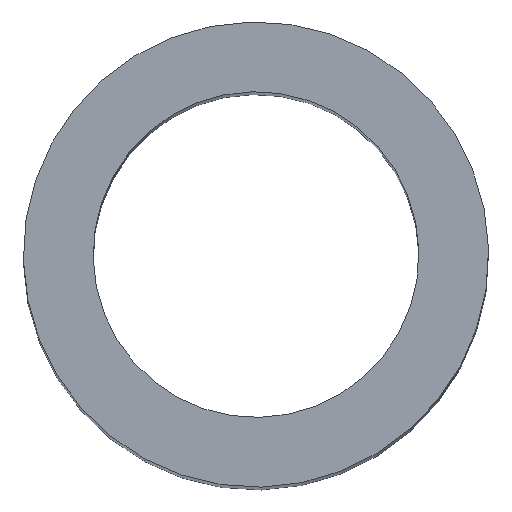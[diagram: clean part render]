
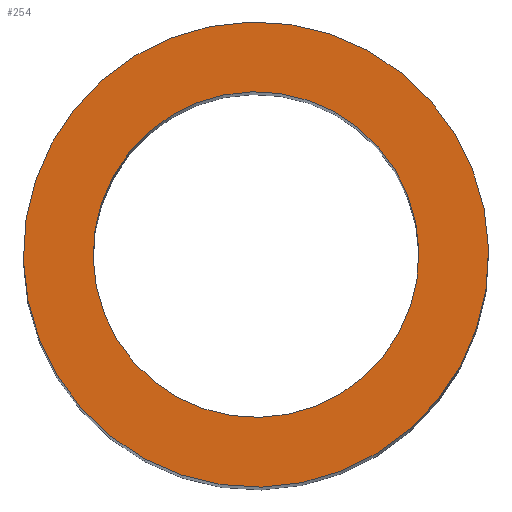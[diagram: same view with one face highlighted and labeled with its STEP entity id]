
A CAD part, top view. The second image highlights one B-rep face of the part: STEP entity #254.
In plain terms, the highlighted planar face has unit normal (0, 0, 1).
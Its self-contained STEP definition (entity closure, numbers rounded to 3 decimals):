
#111=AXIS2_PLACEMENT_3D('Circle Axis2P3D',#109,#110,$) ;
#151=AXIS2_PLACEMENT_3D('Circle Axis2P3D',#149,#150,$) ;
#230=AXIS2_PLACEMENT_3D('Plane Axis2P3D',#227,#228,#229) ;
#238=AXIS2_PLACEMENT_3D('Circle Axis2P3D',#236,#237,$) ;
#247=AXIS2_PLACEMENT_3D('Circle Axis2P3D',#245,#246,$) ;
#106=CARTESIAN_POINT('Vertex',(1.301,0.306,17.5)) ;
#109=CARTESIAN_POINT('Axis2P3D Location',(2.5,2.5,17.5)) ;
#113=CARTESIAN_POINT('Vertex',(3.699,4.694,17.5)) ;
#149=CARTESIAN_POINT('Axis2P3D Location',(2.5,2.5,17.5)) ;
#227=CARTESIAN_POINT('Axis2P3D Location',(2.5,4.25,17.5)) ;
#236=CARTESIAN_POINT('Axis2P3D Location',(2.5,2.5,17.5)) ;
#240=CARTESIAN_POINT('Vertex',(1.661,0.964,17.5)) ;
#242=CARTESIAN_POINT('Vertex',(3.339,4.036,17.5)) ;
#245=CARTESIAN_POINT('Axis2P3D Location',(2.5,2.5,17.5)) ;
#110=DIRECTION('Axis2P3D Direction',(0.,0.,-1.)) ;
#150=DIRECTION('Axis2P3D Direction',(0.,0.,-1.)) ;
#228=DIRECTION('Axis2P3D Direction',(0.,0.,-1.)) ;
#229=DIRECTION('Axis2P3D XDirection',(1.,0.,0.)) ;
#237=DIRECTION('Axis2P3D Direction',(0.,0.,-1.)) ;
#246=DIRECTION('Axis2P3D Direction',(0.,0.,-1.)) ;
#233=ORIENTED_EDGE('',*,*,#153,.F.) ;
#234=ORIENTED_EDGE('',*,*,#115,.F.) ;
#251=ORIENTED_EDGE('',*,*,#244,.T.) ;
#252=ORIENTED_EDGE('',*,*,#249,.T.) ;
#253=FACE_BOUND('',#250,.T.) ;
#254=ADVANCED_FACE('K\X2\00F6\X0\rper.2',(#235,#253),#231,.F.) ;
#112=CIRCLE('generated circle',#111,2.5) ;
#152=CIRCLE('generated circle',#151,2.5) ;
#239=CIRCLE('generated circle',#238,1.75) ;
#248=CIRCLE('generated circle',#247,1.75) ;
#115=EDGE_CURVE('',#107,#114,#112,.T.) ;
#153=EDGE_CURVE('',#114,#107,#152,.T.) ;
#244=EDGE_CURVE('',#241,#243,#239,.T.) ;
#249=EDGE_CURVE('',#243,#241,#248,.T.) ;
#232=EDGE_LOOP('',(#233,#234)) ;
#250=EDGE_LOOP('',(#251,#252)) ;
#235=FACE_OUTER_BOUND('',#232,.T.) ;
#231=PLANE('',#230) ;
#107=VERTEX_POINT('',#106) ;
#114=VERTEX_POINT('',#113) ;
#241=VERTEX_POINT('',#240) ;
#243=VERTEX_POINT('',#242) ;
